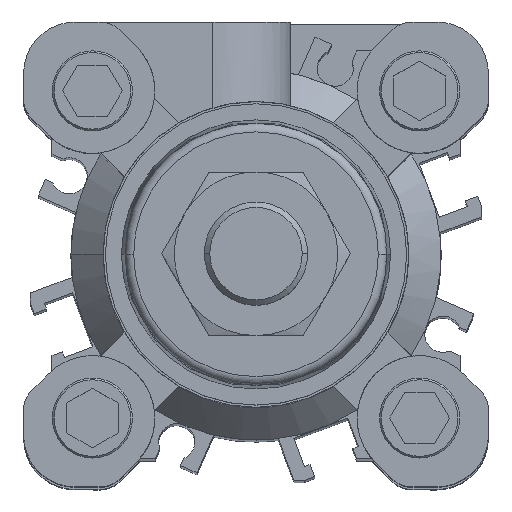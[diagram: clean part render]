
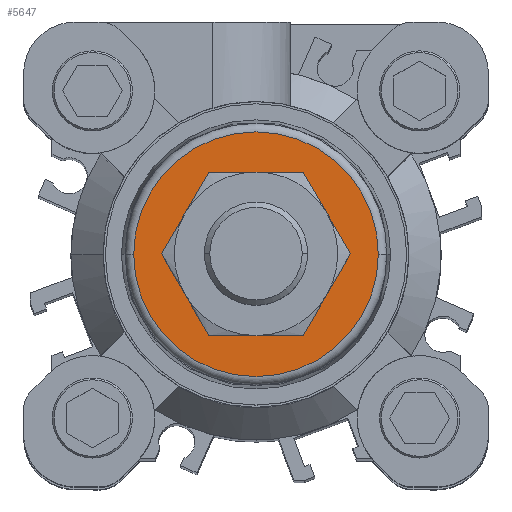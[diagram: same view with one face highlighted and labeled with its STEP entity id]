
A CAD part, top view. The second image highlights one B-rep face of the part: STEP entity #5647.
In plain terms, the highlighted planar face has unit normal (0, 0, 1).
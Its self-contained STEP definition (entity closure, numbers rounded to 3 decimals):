
#47 = EDGE_LOOP ( 'NONE', ( #200, #4545 ) ) ;
#196 = DIRECTION ( 'NONE',  ( 1., 0., 0. ) ) ;
#200 = ORIENTED_EDGE ( 'NONE', *, *, #3381, .T. ) ;
#1413 = CARTESIAN_POINT ( 'NONE',  ( 0., 0., 48.6 ) ) ;
#2208 = CARTESIAN_POINT ( 'NONE',  ( 14.21, 0., 48.6 ) ) ;
#2238 = CIRCLE ( 'NONE', #11609, 14.21 ) ;
#2253 = PLANE ( 'NONE',  #11472 ) ;
#2317 = EDGE_CURVE ( 'NONE', #9795, #5348, #6010, .T. ) ;
#2461 = DIRECTION ( 'NONE',  ( 1., 0., 0. ) ) ;
#3021 = CARTESIAN_POINT ( 'NONE',  ( 0., 0., 48.6 ) ) ;
#3186 = EDGE_CURVE ( 'NONE', #5348, #9795, #12817, .T. ) ;
#3381 = EDGE_CURVE ( 'NONE', #6032, #9043, #2238, .T. ) ;
#3385 = DIRECTION ( 'NONE',  ( 0., 0., 1. ) ) ;
#3730 = CARTESIAN_POINT ( 'NONE',  ( -14.21, 0., 48.6 ) ) ;
#4068 = DIRECTION ( 'NONE',  ( 1., 0., 0. ) ) ;
#4204 = CARTESIAN_POINT ( 'NONE',  ( 8., 0., 48.6 ) ) ;
#4545 = ORIENTED_EDGE ( 'NONE', *, *, #10588, .T. ) ;
#5348 = VERTEX_POINT ( 'NONE', #9925 ) ;
#5647 = ADVANCED_FACE ( 'NONE', ( #10647, #12750 ), #2253, .T. ) ;
#5833 = AXIS2_PLACEMENT_3D ( 'NONE', #12320, #6092, #13350 ) ;
#6010 = CIRCLE ( 'NONE', #7793, 8. ) ;
#6032 = VERTEX_POINT ( 'NONE', #2208 ) ;
#6092 = DIRECTION ( 'NONE',  ( 0., 0., 1. ) ) ;
#6439 = DIRECTION ( 'NONE',  ( 0., 0., 1. ) ) ;
#6768 = ORIENTED_EDGE ( 'NONE', *, *, #3186, .F. ) ;
#7793 = AXIS2_PLACEMENT_3D ( 'NONE', #1413, #8730, #2461 ) ;
#8730 = DIRECTION ( 'NONE',  ( 0., 0., 1. ) ) ;
#9043 = VERTEX_POINT ( 'NONE', #3730 ) ;
#9632 = CARTESIAN_POINT ( 'NONE',  ( 0., 0., 48.6 ) ) ;
#9633 = CIRCLE ( 'NONE', #5833, 14.21 ) ;
#9795 = VERTEX_POINT ( 'NONE', #4204 ) ;
#9925 = CARTESIAN_POINT ( 'NONE',  ( -8., 0., 48.6 ) ) ;
#10319 = DIRECTION ( 'NONE',  ( 0., 0., 1. ) ) ;
#10588 = EDGE_CURVE ( 'NONE', #9043, #6032, #9633, .T. ) ;
#10647 = FACE_OUTER_BOUND ( 'NONE', #47, .T. ) ;
#10670 = DIRECTION ( 'NONE',  ( 1., 0., 0. ) ) ;
#11472 = AXIS2_PLACEMENT_3D ( 'NONE', #11612, #6439, #196 ) ;
#11609 = AXIS2_PLACEMENT_3D ( 'NONE', #9632, #3385, #10670 ) ;
#11612 = CARTESIAN_POINT ( 'NONE',  ( 0., 0., 48.6 ) ) ;
#12320 = CARTESIAN_POINT ( 'NONE',  ( 0., 0., 48.6 ) ) ;
#12650 = ORIENTED_EDGE ( 'NONE', *, *, #2317, .F. ) ;
#12750 = FACE_BOUND ( 'NONE', #12947, .T. ) ;
#12817 = CIRCLE ( 'NONE', #13265, 8. ) ;
#12947 = EDGE_LOOP ( 'NONE', ( #12650, #6768 ) ) ;
#13265 = AXIS2_PLACEMENT_3D ( 'NONE', #3021, #10319, #4068 ) ;
#13350 = DIRECTION ( 'NONE',  ( 1., 0., 0. ) ) ;
